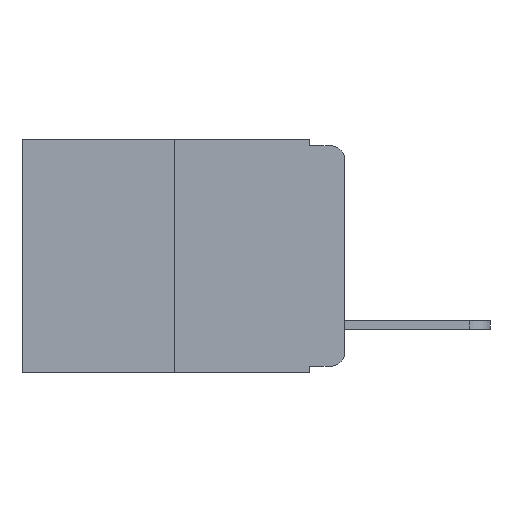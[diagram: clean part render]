
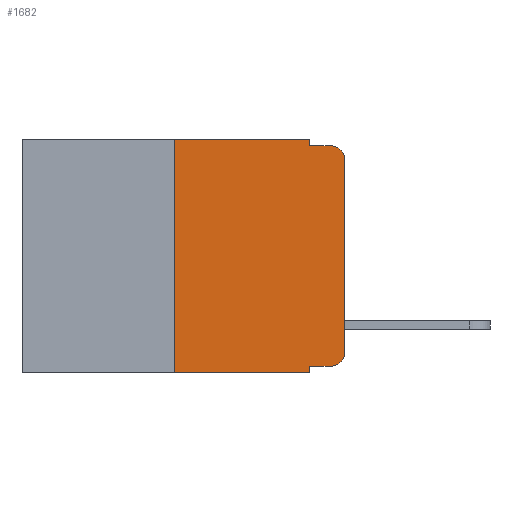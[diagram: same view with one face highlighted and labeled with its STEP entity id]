
A CAD part, left-side view. The second image highlights one B-rep face of the part: STEP entity #1682.
In plain terms, the highlighted planar face has unit normal (-1, 0, 0).
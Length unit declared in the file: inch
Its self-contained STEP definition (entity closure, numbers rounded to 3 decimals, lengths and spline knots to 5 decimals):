
#33 = DIRECTION ( 'NONE',  ( 0., 0., -1. ) ) ;
#67 = ORIENTED_EDGE ( 'NONE', *, *, #9457, .T. ) ;
#409 = CARTESIAN_POINT ( 'NONE',  ( 0., 0.051, 0. ) ) ;
#426 = DIRECTION ( 'NONE',  ( 0., -1., 0. ) ) ;
#639 = EDGE_CURVE ( 'NONE', #11596, #10053, #17015, .T. ) ;
#922 = AXIS2_PLACEMENT_3D ( 'NONE', #4615, #16273, #7561 ) ;
#925 = EDGE_CURVE ( 'NONE', #9556, #8001, #1039, .T. ) ;
#1039 = LINE ( 'NONE', #10643, #3997 ) ;
#1210 = DIRECTION ( 'NONE',  ( 0., 0., 1. ) ) ;
#1682 = ADVANCED_FACE ( 'NONE', ( #10399 ), #15986, .F. ) ;
#1972 = CARTESIAN_POINT ( 'NONE',  ( 0., 0.02, -0.01 ) ) ;
#2152 = ORIENTED_EDGE ( 'NONE', *, *, #17753, .F. ) ;
#2382 = VECTOR ( 'NONE', #7150, 39.37008 ) ;
#2393 = EDGE_CURVE ( 'NONE', #10053, #3928, #3516, .T. ) ;
#2846 = DIRECTION ( 'NONE',  ( 0., 0., -1. ) ) ;
#2961 = CARTESIAN_POINT ( 'NONE',  ( 0., 0.473, 0. ) ) ;
#3252 = VECTOR ( 'NONE', #6273, 39.37008 ) ;
#3516 = CIRCLE ( 'NONE', #6334, 0.02 ) ;
#3748 = ORIENTED_EDGE ( 'NONE', *, *, #8720, .F. ) ;
#3928 = VERTEX_POINT ( 'NONE', #1972 ) ;
#3997 = VECTOR ( 'NONE', #10580, 39.37008 ) ;
#4597 = ORIENTED_EDGE ( 'NONE', *, *, #639, .T. ) ;
#4615 = CARTESIAN_POINT ( 'NONE',  ( 0., 0.02, -0.313 ) ) ;
#5639 = CIRCLE ( 'NONE', #922, 0.02 ) ;
#6021 = CARTESIAN_POINT ( 'NONE',  ( 0., 0.02, -0.333 ) ) ;
#6236 = CARTESIAN_POINT ( 'NONE',  ( 0., 0.25, -0.343 ) ) ;
#6273 = DIRECTION ( 'NONE',  ( 0., 0., 1. ) ) ;
#6334 = AXIS2_PLACEMENT_3D ( 'NONE', #18586, #8663, #33 ) ;
#6371 = EDGE_LOOP ( 'NONE', ( #4597, #10753, #10896, #2152, #15670, #9421, #10281, #3748, #67, #18256 ) ) ;
#6990 = DIRECTION ( 'NONE',  ( 0., -1., 0. ) ) ;
#6997 = CARTESIAN_POINT ( 'NONE',  ( 0., 0.473, 0. ) ) ;
#7150 = DIRECTION ( 'NONE',  ( 0., 0., -1. ) ) ;
#7178 = EDGE_CURVE ( 'NONE', #9556, #7771, #18498, .T. ) ;
#7561 = DIRECTION ( 'NONE',  ( 0., 0., -1. ) ) ;
#7580 = CARTESIAN_POINT ( 'NONE',  ( 0., 0.051, -0.01 ) ) ;
#7771 = VERTEX_POINT ( 'NONE', #7778 ) ;
#7778 = CARTESIAN_POINT ( 'NONE',  ( 0., 0.25, 0. ) ) ;
#7818 = LINE ( 'NONE', #7580, #13728 ) ;
#7823 = VERTEX_POINT ( 'NONE', #15086 ) ;
#8001 = VERTEX_POINT ( 'NONE', #13420 ) ;
#8663 = DIRECTION ( 'NONE',  ( -1., 0., 0. ) ) ;
#8720 = EDGE_CURVE ( 'NONE', #7823, #8001, #18034, .T. ) ;
#8766 = CARTESIAN_POINT ( 'NONE',  ( 0., 0., 0. ) ) ;
#8799 = DIRECTION ( 'NONE',  ( 1., 0., 0. ) ) ;
#9421 = ORIENTED_EDGE ( 'NONE', *, *, #7178, .F. ) ;
#9457 = EDGE_CURVE ( 'NONE', #7823, #13095, #14550, .T. ) ;
#9556 = VERTEX_POINT ( 'NONE', #6236 ) ;
#10008 = DIRECTION ( 'NONE',  ( 0., -1., 0. ) ) ;
#10053 = VERTEX_POINT ( 'NONE', #18251 ) ;
#10281 = ORIENTED_EDGE ( 'NONE', *, *, #925, .T. ) ;
#10399 = FACE_OUTER_BOUND ( 'NONE', #6371, .T. ) ;
#10455 = EDGE_CURVE ( 'NONE', #13095, #11596, #5639, .T. ) ;
#10580 = DIRECTION ( 'NONE',  ( 0., -1., 0. ) ) ;
#10643 = CARTESIAN_POINT ( 'NONE',  ( 0., 0.473, -0.343 ) ) ;
#10753 = ORIENTED_EDGE ( 'NONE', *, *, #2393, .T. ) ;
#10828 = AXIS2_PLACEMENT_3D ( 'NONE', #2961, #8799, #2846 ) ;
#10896 = ORIENTED_EDGE ( 'NONE', *, *, #18565, .F. ) ;
#11320 = CARTESIAN_POINT ( 'NONE',  ( 0., 0.051, -0.01 ) ) ;
#11596 = VERTEX_POINT ( 'NONE', #12162 ) ;
#11642 = CARTESIAN_POINT ( 'NONE',  ( 0., 0.051, 0. ) ) ;
#11646 = VECTOR ( 'NONE', #18752, 39.37008 ) ;
#12162 = CARTESIAN_POINT ( 'NONE',  ( 0., 0., -0.313 ) ) ;
#12232 = VECTOR ( 'NONE', #1210, 39.37008 ) ;
#12304 = VERTEX_POINT ( 'NONE', #409 ) ;
#12794 = CARTESIAN_POINT ( 'NONE',  ( 0., 0.051, -0.333 ) ) ;
#13095 = VERTEX_POINT ( 'NONE', #6021 ) ;
#13420 = CARTESIAN_POINT ( 'NONE',  ( 0., 0.051, -0.343 ) ) ;
#13468 = EDGE_CURVE ( 'NONE', #7771, #12304, #14181, .T. ) ;
#13572 = VERTEX_POINT ( 'NONE', #11320 ) ;
#13728 = VECTOR ( 'NONE', #426, 39.37008 ) ;
#13774 = CARTESIAN_POINT ( 'NONE',  ( 0., 0.051, 0. ) ) ;
#13843 = CARTESIAN_POINT ( 'NONE',  ( 0., 0.25, 0. ) ) ;
#14008 = LINE ( 'NONE', #13774, #2382 ) ;
#14181 = LINE ( 'NONE', #6997, #15545 ) ;
#14550 = LINE ( 'NONE', #12794, #15666 ) ;
#15086 = CARTESIAN_POINT ( 'NONE',  ( 0., 0.051, -0.333 ) ) ;
#15545 = VECTOR ( 'NONE', #10008, 39.37008 ) ;
#15666 = VECTOR ( 'NONE', #6990, 39.37008 ) ;
#15670 = ORIENTED_EDGE ( 'NONE', *, *, #13468, .F. ) ;
#15986 = PLANE ( 'NONE',  #10828 ) ;
#16273 = DIRECTION ( 'NONE',  ( -1., 0., 0. ) ) ;
#17015 = LINE ( 'NONE', #8766, #12232 ) ;
#17753 = EDGE_CURVE ( 'NONE', #12304, #13572, #14008, .T. ) ;
#18034 = LINE ( 'NONE', #11642, #11646 ) ;
#18251 = CARTESIAN_POINT ( 'NONE',  ( 0., 0., -0.03 ) ) ;
#18256 = ORIENTED_EDGE ( 'NONE', *, *, #10455, .T. ) ;
#18498 = LINE ( 'NONE', #13843, #3252 ) ;
#18565 = EDGE_CURVE ( 'NONE', #13572, #3928, #7818, .T. ) ;
#18586 = CARTESIAN_POINT ( 'NONE',  ( 0., 0.02, -0.03 ) ) ;
#18752 = DIRECTION ( 'NONE',  ( 0., 0., -1. ) ) ;
